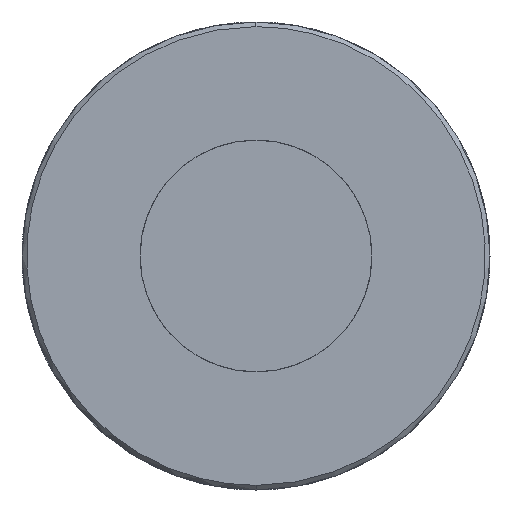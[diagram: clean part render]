
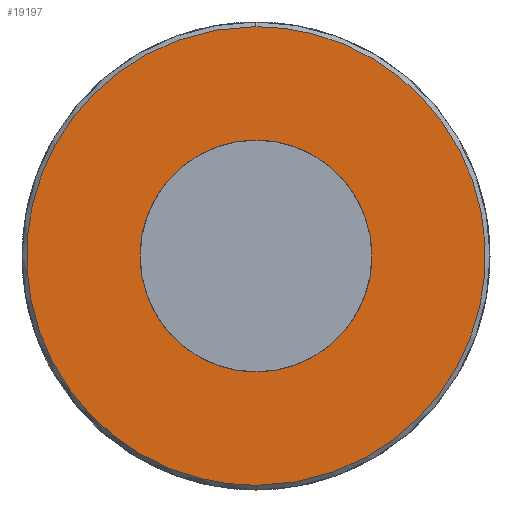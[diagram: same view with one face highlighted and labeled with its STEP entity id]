
A CAD part, left-side view. The second image highlights one B-rep face of the part: STEP entity #19197.
In plain terms, the highlighted planar face has unit normal (-1, 0, 0).
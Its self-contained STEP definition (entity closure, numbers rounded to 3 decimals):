
#19072=CARTESIAN_POINT('Axis2P3D Location',(1808.5,89.5,2015.)) ;
#19078=CARTESIAN_POINT('Control Point',(1808.5,0.,1916.)) ;
#19079=CARTESIAN_POINT('Control Point',(1808.5,-9.261,1916.)) ;
#19080=CARTESIAN_POINT('Control Point',(1808.5,-18.523,1917.083)) ;
#19081=CARTESIAN_POINT('Control Point',(1808.5,-27.615,1919.249)) ;
#19082=CARTESIAN_POINT('Control Point',(1808.5,-45.125,1925.667)) ;
#19083=CARTESIAN_POINT('Control Point',(1808.5,-60.682,1935.952)) ;
#19084=CARTESIAN_POINT('Control Point',(1808.5,-67.821,1941.985)) ;
#19085=CARTESIAN_POINT('Control Point',(1808.5,-80.556,1955.609)) ;
#19086=CARTESIAN_POINT('Control Point',(1808.5,-89.804,1971.803)) ;
#19087=CARTESIAN_POINT('Control Point',(1808.5,-93.457,1980.407)) ;
#19088=CARTESIAN_POINT('Control Point',(1808.5,-98.681,1998.309)) ;
#19089=CARTESIAN_POINT('Control Point',(1808.5,-99.635,2016.934)) ;
#19090=CARTESIAN_POINT('Control Point',(1808.5,-99.015,2026.26)) ;
#19091=CARTESIAN_POINT('Control Point',(1808.5,-95.607,2044.595)) ;
#19092=CARTESIAN_POINT('Control Point',(1808.5,-88.061,2061.649)) ;
#19093=CARTESIAN_POINT('Control Point',(1808.5,-83.303,2069.695)) ;
#19094=CARTESIAN_POINT('Control Point',(1808.5,-71.994,2084.523)) ;
#19095=CARTESIAN_POINT('Control Point',(1808.5,-57.569,2096.343)) ;
#19096=CARTESIAN_POINT('Control Point',(1808.5,-49.694,2101.379)) ;
#19097=CARTESIAN_POINT('Control Point',(1808.5,-35.293,2108.362)) ;
#19098=CARTESIAN_POINT('Control Point',(1808.5,-19.843,2112.332)) ;
#19099=CARTESIAN_POINT('Control Point',(1808.5,-13.27,2113.444)) ;
#19100=CARTESIAN_POINT('Control Point',(1808.5,-6.635,2114.)) ;
#19101=CARTESIAN_POINT('Control Point',(1808.5,0.,2114.)) ;
#19102=CARTESIAN_POINT('Vertex',(1808.5,0.,1916.)) ;
#19104=CARTESIAN_POINT('Vertex',(1808.5,0.,2114.)) ;
#19108=CARTESIAN_POINT('Control Point',(1808.5,0.,2114.)) ;
#19109=CARTESIAN_POINT('Control Point',(1808.5,9.261,2114.)) ;
#19110=CARTESIAN_POINT('Control Point',(1808.5,18.523,2112.917)) ;
#19111=CARTESIAN_POINT('Control Point',(1808.5,27.615,2110.751)) ;
#19112=CARTESIAN_POINT('Control Point',(1808.5,45.125,2104.333)) ;
#19113=CARTESIAN_POINT('Control Point',(1808.5,60.682,2094.048)) ;
#19114=CARTESIAN_POINT('Control Point',(1808.5,67.821,2088.015)) ;
#19115=CARTESIAN_POINT('Control Point',(1808.5,80.556,2074.391)) ;
#19116=CARTESIAN_POINT('Control Point',(1808.5,89.804,2058.197)) ;
#19117=CARTESIAN_POINT('Control Point',(1808.5,93.457,2049.593)) ;
#19118=CARTESIAN_POINT('Control Point',(1808.5,98.681,2031.691)) ;
#19119=CARTESIAN_POINT('Control Point',(1808.5,99.635,2013.066)) ;
#19120=CARTESIAN_POINT('Control Point',(1808.5,99.015,2003.74)) ;
#19121=CARTESIAN_POINT('Control Point',(1808.5,95.607,1985.405)) ;
#19122=CARTESIAN_POINT('Control Point',(1808.5,88.061,1968.351)) ;
#19123=CARTESIAN_POINT('Control Point',(1808.5,83.303,1960.305)) ;
#19124=CARTESIAN_POINT('Control Point',(1808.5,71.994,1945.477)) ;
#19125=CARTESIAN_POINT('Control Point',(1808.5,57.569,1933.657)) ;
#19126=CARTESIAN_POINT('Control Point',(1808.5,49.694,1928.621)) ;
#19127=CARTESIAN_POINT('Control Point',(1808.5,35.293,1921.638)) ;
#19128=CARTESIAN_POINT('Control Point',(1808.5,19.843,1917.668)) ;
#19129=CARTESIAN_POINT('Control Point',(1808.5,13.27,1916.556)) ;
#19130=CARTESIAN_POINT('Control Point',(1808.5,6.635,1916.)) ;
#19131=CARTESIAN_POINT('Control Point',(1808.5,0.,1916.)) ;
#19138=CARTESIAN_POINT('Control Point',(1808.5,0.,1965.)) ;
#19139=CARTESIAN_POINT('Control Point',(1808.5,-4.85,1965.)) ;
#19140=CARTESIAN_POINT('Control Point',(1808.5,-9.699,1965.588)) ;
#19141=CARTESIAN_POINT('Control Point',(1808.5,-14.454,1966.764)) ;
#19142=CARTESIAN_POINT('Control Point',(1808.5,-23.583,1970.245)) ;
#19143=CARTESIAN_POINT('Control Point',(1808.5,-31.616,1975.808)) ;
#19144=CARTESIAN_POINT('Control Point',(1808.5,-35.274,1979.065)) ;
#19145=CARTESIAN_POINT('Control Point',(1808.5,-41.728,1986.4)) ;
#19146=CARTESIAN_POINT('Control Point',(1808.5,-46.241,1995.066)) ;
#19147=CARTESIAN_POINT('Control Point',(1808.5,-47.959,1999.653)) ;
#19148=CARTESIAN_POINT('Control Point',(1808.5,-50.249,2009.151)) ;
#19149=CARTESIAN_POINT('Control Point',(1808.5,-50.202,2018.922)) ;
#19150=CARTESIAN_POINT('Control Point',(1808.5,-49.584,2023.781)) ;
#19151=CARTESIAN_POINT('Control Point',(1808.5,-47.181,2033.251)) ;
#19152=CARTESIAN_POINT('Control Point',(1808.5,-42.585,2041.873)) ;
#19153=CARTESIAN_POINT('Control Point',(1808.5,-39.773,2045.883)) ;
#19154=CARTESIAN_POINT('Control Point',(1808.5,-33.232,2053.141)) ;
#19155=CARTESIAN_POINT('Control Point',(1808.5,-25.147,2058.627)) ;
#19156=CARTESIAN_POINT('Control Point',(1808.5,-20.789,2060.863)) ;
#19157=CARTESIAN_POINT('Control Point',(1808.5,-14.013,2063.355)) ;
#19158=CARTESIAN_POINT('Control Point',(1808.5,-6.942,2064.597)) ;
#19159=CARTESIAN_POINT('Control Point',(1808.5,-4.635,2064.866)) ;
#19160=CARTESIAN_POINT('Control Point',(1808.5,-2.317,2065.)) ;
#19161=CARTESIAN_POINT('Control Point',(1808.5,0.,2065.)) ;
#19162=CARTESIAN_POINT('Vertex',(1808.5,0.,1965.)) ;
#19164=CARTESIAN_POINT('Vertex',(1808.5,0.,2065.)) ;
#19168=CARTESIAN_POINT('Control Point',(1808.5,0.,2065.)) ;
#19169=CARTESIAN_POINT('Control Point',(1808.5,4.85,2065.)) ;
#19170=CARTESIAN_POINT('Control Point',(1808.5,9.699,2064.412)) ;
#19171=CARTESIAN_POINT('Control Point',(1808.5,14.454,2063.236)) ;
#19172=CARTESIAN_POINT('Control Point',(1808.5,23.583,2059.755)) ;
#19173=CARTESIAN_POINT('Control Point',(1808.5,31.616,2054.192)) ;
#19174=CARTESIAN_POINT('Control Point',(1808.5,35.274,2050.935)) ;
#19175=CARTESIAN_POINT('Control Point',(1808.5,41.728,2043.6)) ;
#19176=CARTESIAN_POINT('Control Point',(1808.5,46.241,2034.934)) ;
#19177=CARTESIAN_POINT('Control Point',(1808.5,47.959,2030.347)) ;
#19178=CARTESIAN_POINT('Control Point',(1808.5,50.249,2020.849)) ;
#19179=CARTESIAN_POINT('Control Point',(1808.5,50.202,2011.078)) ;
#19180=CARTESIAN_POINT('Control Point',(1808.5,49.584,2006.219)) ;
#19181=CARTESIAN_POINT('Control Point',(1808.5,47.181,1996.749)) ;
#19182=CARTESIAN_POINT('Control Point',(1808.5,42.585,1988.127)) ;
#19183=CARTESIAN_POINT('Control Point',(1808.5,39.773,1984.117)) ;
#19184=CARTESIAN_POINT('Control Point',(1808.5,33.232,1976.859)) ;
#19185=CARTESIAN_POINT('Control Point',(1808.5,25.147,1971.373)) ;
#19186=CARTESIAN_POINT('Control Point',(1808.5,20.789,1969.137)) ;
#19187=CARTESIAN_POINT('Control Point',(1808.5,14.013,1966.645)) ;
#19188=CARTESIAN_POINT('Control Point',(1808.5,6.942,1965.403)) ;
#19189=CARTESIAN_POINT('Control Point',(1808.5,4.635,1965.134)) ;
#19190=CARTESIAN_POINT('Control Point',(1808.5,2.317,1965.)) ;
#19191=CARTESIAN_POINT('Control Point',(1808.5,0.,1965.)) ;
#19073=DIRECTION('Axis2P3D Direction',(1.,-0.,0.)) ;
#19074=DIRECTION('Axis2P3D XDirection',(0.,0.,-1.)) ;
#19075=AXIS2_PLACEMENT_3D('Plane Axis2P3D',#19072,#19073,#19074) ;
#19076=PLANE('',#19075) ;
#19196=FACE_BOUND('',#19193,.T.) ;
#19106=EDGE_CURVE('',#19103,#19105,#19077,.T.) ;
#19132=EDGE_CURVE('',#19105,#19103,#19107,.T.) ;
#19166=EDGE_CURVE('',#19163,#19165,#19137,.T.) ;
#19192=EDGE_CURVE('',#19165,#19163,#19167,.T.) ;
#19134=ORIENTED_EDGE('',*,*,#19106,.T.) ;
#19135=ORIENTED_EDGE('',*,*,#19132,.T.) ;
#19194=ORIENTED_EDGE('',*,*,#19166,.F.) ;
#19195=ORIENTED_EDGE('',*,*,#19192,.F.) ;
#19133=EDGE_LOOP('',(#19134,#19135)) ;
#19193=EDGE_LOOP('',(#19194,#19195)) ;
#19103=VERTEX_POINT('',#19102) ;
#19105=VERTEX_POINT('',#19104) ;
#19163=VERTEX_POINT('',#19162) ;
#19165=VERTEX_POINT('',#19164) ;
#19197=ADVANCED_FACE('MANIFOLD_SOLID_BREP #22157',(#19136,#19196),#19076,.F.) ;
#19077=B_SPLINE_CURVE_WITH_KNOTS('',5,(#19078,#19079,#19080,#19081,#19082,#19083,#19084,#19085,#19086,#19087,#19088,#19089,#19090,#19091,#19092,#19093,#19094,#19095,#19096,#19097,#19098,#19099,#19100,#19101),.UNSPECIFIED.,.F.,.U.,(6,3,3,3,3,3,3,6),(0.,65.487,130.975,196.462,261.95,327.437,392.925,439.842),.UNSPECIFIED.) ;
#19107=B_SPLINE_CURVE_WITH_KNOTS('',5,(#19108,#19109,#19110,#19111,#19112,#19113,#19114,#19115,#19116,#19117,#19118,#19119,#19120,#19121,#19122,#19123,#19124,#19125,#19126,#19127,#19128,#19129,#19130,#19131),.UNSPECIFIED.,.F.,.U.,(6,3,3,3,3,3,3,6),(0.,65.487,130.975,196.462,261.95,327.437,392.925,439.842),.UNSPECIFIED.) ;
#19137=B_SPLINE_CURVE_WITH_KNOTS('',5,(#19138,#19139,#19140,#19141,#19142,#19143,#19144,#19145,#19146,#19147,#19148,#19149,#19150,#19151,#19152,#19153,#19154,#19155,#19156,#19157,#19158,#19159,#19160,#19161),.UNSPECIFIED.,.F.,.U.,(6,3,3,3,3,3,3,6),(0.,34.293,68.585,102.878,137.17,171.463,205.755,222.142),.UNSPECIFIED.) ;
#19167=B_SPLINE_CURVE_WITH_KNOTS('',5,(#19168,#19169,#19170,#19171,#19172,#19173,#19174,#19175,#19176,#19177,#19178,#19179,#19180,#19181,#19182,#19183,#19184,#19185,#19186,#19187,#19188,#19189,#19190,#19191),.UNSPECIFIED.,.F.,.U.,(6,3,3,3,3,3,3,6),(0.,34.293,68.585,102.878,137.17,171.463,205.755,222.142),.UNSPECIFIED.) ;
#19136=FACE_OUTER_BOUND('',#19133,.T.) ;
